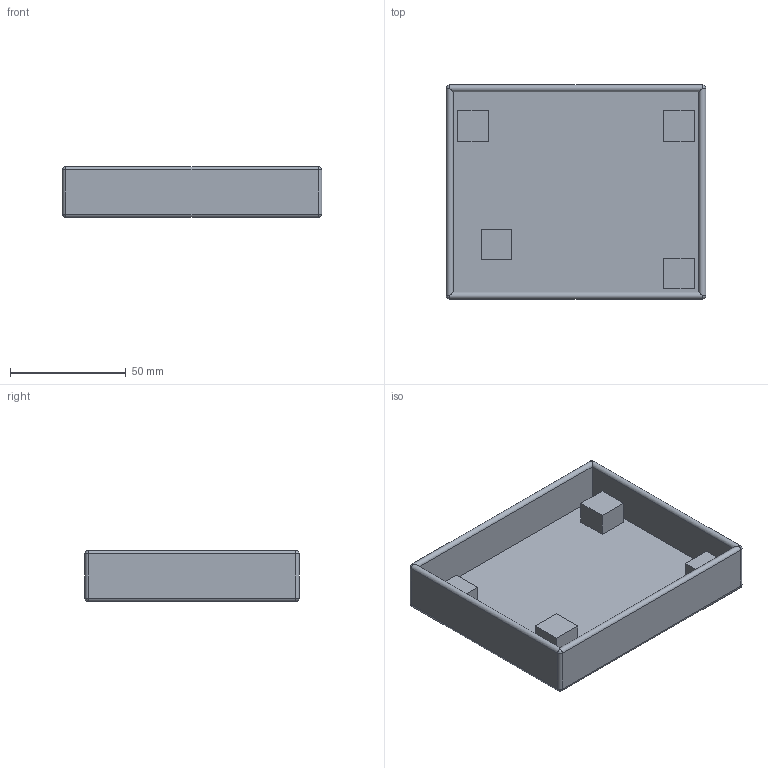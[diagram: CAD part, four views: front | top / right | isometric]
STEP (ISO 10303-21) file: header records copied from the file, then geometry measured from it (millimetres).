
FILE_DESCRIPTION(/* description */ (''),/* implementation_level */ '2;1');
FILE_NAME(/* name */ 'Bakje_converter v3.step',/* time_stamp */ '2024-03-21T21:11:19+01:00',/* author */ (''),/* organization */ (''),/* preprocessor_version */ 'ST-DEVELOPER v20',/* originating_system */ 'Autodesk Translation Framework v12.20.1.177',/* authorisation */ '');
FILE_SCHEMA (('AUTOMOTIVE_DESIGN { 1 0 10303 214 3 1 1 }'));
Length unit declared in the file: millimetre
Products named in the file (1): Bakje_converter
Bounding box: 112 x 92.45 x 22 mm (x, y, z)
Volume: 59826.5 mm3; surface area: 38265.5 mm2
Topology: 1 solids, 1 shells, 50 faces, 108 edges, 64 vertices
Faces by surface type: plane 30, cylinder 12, sphere 8
Entity records: 1361 total; most frequent: DIRECTION 238, CARTESIAN_POINT 223, ORIENTED_EDGE 216, EDGE_CURVE 108, LINE 80, VECTOR 80, AXIS2_PLACEMENT_3D 79, VERTEX_POINT 64
